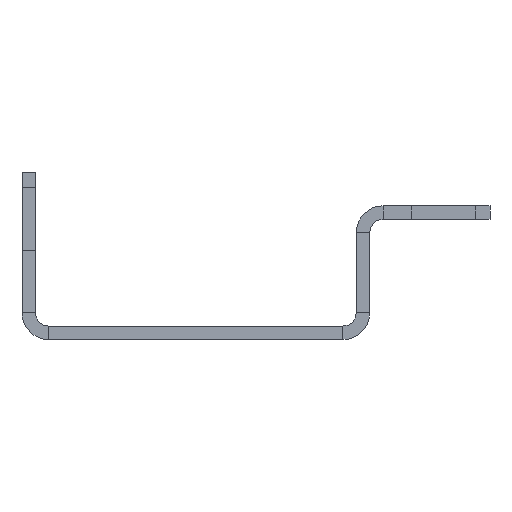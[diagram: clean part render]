
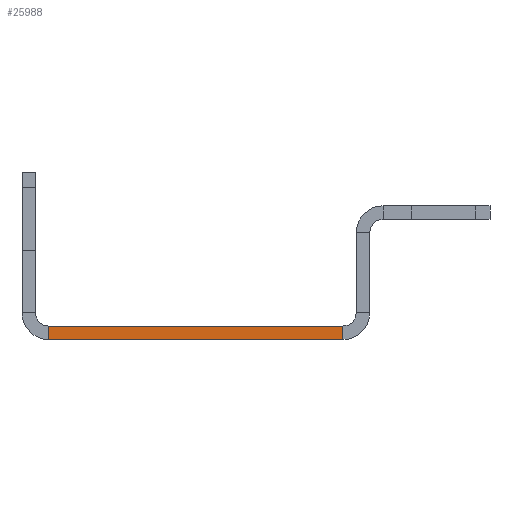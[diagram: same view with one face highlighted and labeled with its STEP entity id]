
A CAD part, front view. The second image highlights one B-rep face of the part: STEP entity #25988.
In plain terms, the highlighted planar face has unit normal (0, -1, 0).
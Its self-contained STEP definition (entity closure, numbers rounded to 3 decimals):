
#119 = DIRECTION ( 'NONE',  ( 0., 0., -1. ) ) ;
#3016 = CARTESIAN_POINT ( 'NONE',  ( -26., -1035., -2. ) ) ;
#4700 = LINE ( 'NONE', #24296, #34903 ) ;
#5362 = ORIENTED_EDGE ( 'NONE', *, *, #22388, .T. ) ;
#8555 = DIRECTION ( 'NONE',  ( 0., 0., -1. ) ) ;
#9250 = DIRECTION ( 'NONE',  ( 1., 0., 0. ) ) ;
#9435 = AXIS2_PLACEMENT_3D ( 'NONE', #29610, #16687, #119 ) ;
#10793 = CARTESIAN_POINT ( 'NONE',  ( 22., -1035., 0. ) ) ;
#12461 = CARTESIAN_POINT ( 'NONE',  ( -22., -1035., -2. ) ) ;
#13664 = VERTEX_POINT ( 'NONE', #26548 ) ;
#14044 = EDGE_CURVE ( 'NONE', #26333, #23355, #15337, .T. ) ;
#15337 = LINE ( 'NONE', #32342, #28831 ) ;
#16479 = FACE_OUTER_BOUND ( 'NONE', #24034, .T. ) ;
#16687 = DIRECTION ( 'NONE',  ( 0., -1., 0. ) ) ;
#17234 = VECTOR ( 'NONE', #23053, 1000. ) ;
#18276 = ORIENTED_EDGE ( 'NONE', *, *, #32483, .T. ) ;
#19091 = ORIENTED_EDGE ( 'NONE', *, *, #14044, .F. ) ;
#22388 = EDGE_CURVE ( 'NONE', #40594, #23355, #32688, .T. ) ;
#23053 = DIRECTION ( 'NONE',  ( 1., 0., 0. ) ) ;
#23355 = VERTEX_POINT ( 'NONE', #30393 ) ;
#23702 = LINE ( 'NONE', #36800, #17234 ) ;
#23803 = ORIENTED_EDGE ( 'NONE', *, *, #29860, .F. ) ;
#24034 = EDGE_LOOP ( 'NONE', ( #23803, #18276, #5362, #19091 ) ) ;
#24296 = CARTESIAN_POINT ( 'NONE',  ( -22., -1035., 0. ) ) ;
#25218 = VECTOR ( 'NONE', #9250, 1000. ) ;
#25988 = ADVANCED_FACE ( 'NONE', ( #16479 ), #32591, .T. ) ;
#26333 = VERTEX_POINT ( 'NONE', #10793 ) ;
#26548 = CARTESIAN_POINT ( 'NONE',  ( -22., -1035., 0. ) ) ;
#28831 = VECTOR ( 'NONE', #38123, 1000. ) ;
#29610 = CARTESIAN_POINT ( 'NONE',  ( -26., -1035., -2. ) ) ;
#29860 = EDGE_CURVE ( 'NONE', #13664, #26333, #23702, .T. ) ;
#30393 = CARTESIAN_POINT ( 'NONE',  ( 22., -1035., -2. ) ) ;
#32342 = CARTESIAN_POINT ( 'NONE',  ( 22., -1035., 0. ) ) ;
#32483 = EDGE_CURVE ( 'NONE', #13664, #40594, #4700, .T. ) ;
#32591 = PLANE ( 'NONE',  #9435 ) ;
#32688 = LINE ( 'NONE', #3016, #25218 ) ;
#34903 = VECTOR ( 'NONE', #8555, 1000. ) ;
#36800 = CARTESIAN_POINT ( 'NONE',  ( -26., -1035., 0. ) ) ;
#38123 = DIRECTION ( 'NONE',  ( 0., 0., -1. ) ) ;
#40594 = VERTEX_POINT ( 'NONE', #12461 ) ;
